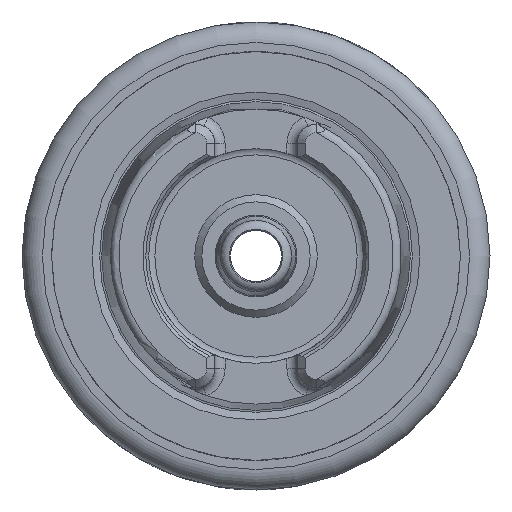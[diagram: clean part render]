
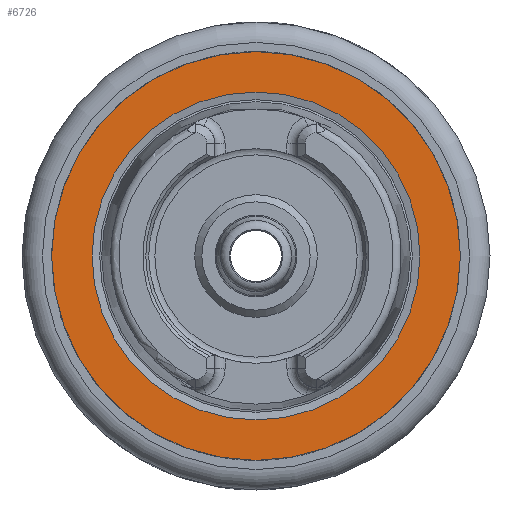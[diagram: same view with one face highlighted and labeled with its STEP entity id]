
A CAD part, left-side view. The second image highlights one B-rep face of the part: STEP entity #6726.
In plain terms, the highlighted planar face has unit normal (-1, 0, 0).
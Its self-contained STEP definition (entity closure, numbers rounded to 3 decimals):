
#5813=CARTESIAN_POINT('',(0.0,20.0,0.0));
#5814=VERTEX_POINT('',#5813);
#5815=CARTESIAN_POINT('',(0.0,0.0,0.0));
#5816=DIRECTION('',(1.0,0.0,0.0));
#5817=DIRECTION('',(0.0,1.0,0.0));
#5818=AXIS2_PLACEMENT_3D('',#5815,#5816,#5817);
#5819=CIRCLE('',#5818,20.0);
#5820=EDGE_CURVE('',#5814,#5814,#5819,.T.);
#6700=CARTESIAN_POINT('',(0.0,16.046,0.0));
#6701=VERTEX_POINT('',#6700);
#6702=CARTESIAN_POINT('',(0.0,0.0,0.0));
#6703=DIRECTION('',(1.0,0.0,0.0));
#6704=DIRECTION('',(0.0,1.0,0.0));
#6705=AXIS2_PLACEMENT_3D('',#6702,#6703,#6704);
#6706=CIRCLE('',#6705,16.046);
#6707=EDGE_CURVE('',#6701,#6701,#6706,.T.);
#6715=CARTESIAN_POINT('',(0.0,18.023,0.0));
#6716=DIRECTION('',(-1.0,0.0,0.0));
#6717=DIRECTION('',(0.0,0.0,1.0));
#6718=AXIS2_PLACEMENT_3D('',#6715,#6716,#6717);
#6719=PLANE('',#6718);
#6720=ORIENTED_EDGE('',*,*,#5820,.F.);
#6721=EDGE_LOOP('',(#6720));
#6722=FACE_OUTER_BOUND('',#6721,.T.);
#6723=ORIENTED_EDGE('',*,*,#6707,.T.);
#6724=EDGE_LOOP('',(#6723));
#6725=FACE_BOUND('',#6724,.T.);
#6726=ADVANCED_FACE('',(#6722,#6725),#6719,.T.);
